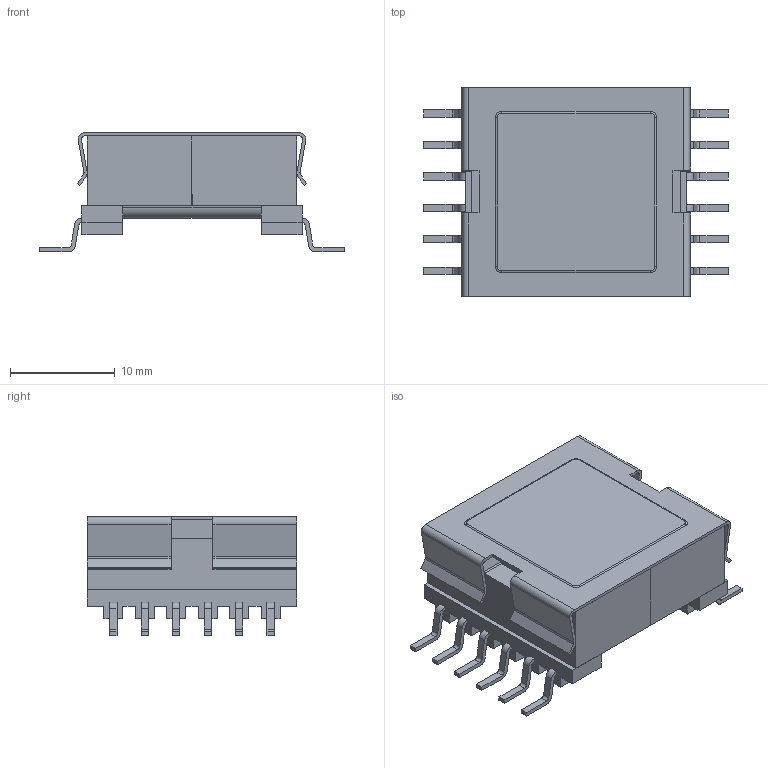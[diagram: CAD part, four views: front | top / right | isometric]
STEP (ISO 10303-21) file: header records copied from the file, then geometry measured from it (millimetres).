
FILE_DESCRIPTION(/* description */ ('Unknown'),/* implementation_level */ '2;1');
FILE_NAME(/* name */ 'T_Wurth_WE-PoE+-EFD20',/* time_stamp */ '2025-10-22T14:25:09+08:00',/* author */ ('Unknown'),/* organization */ ('Unknown'),/* preprocessor_version */ 'ST-DEVELOPER v19.4',/* originating_system */ 'Solid Edge',/* authorisation */ 'Unknown');
FILE_SCHEMA (('AUTOMOTIVE_DESIGN {1 0 10303 214 3 1 1}'));
Length unit declared in the file: millimetre
Products named in the file (2): T_Wurth_WE-PoE+-EFD20
Assembly tree (1 placements, depth 2):
  T_Wurth_WE-PoE+-EFD20
    T_Wurth_WE-PoE+-EFD20
Bounding box: 29.08 x 20 x 11.43 mm (x, y, z)
Volume: 2624.8 mm3; surface area: 4673.3 mm2
Topology: 4 solids, 4 shells, 386 faces, 1066 edges, 704 vertices
Faces by surface type: plane 270, cylinder 108, torus 8
Entity records: 12319 total; most frequent: CARTESIAN_POINT 2158, ORIENTED_EDGE 2132, DIRECTION 2082, EDGE_CURVE 1066, LINE 826, VECTOR 826, VERTEX_POINT 704, AXIS2_PLACEMENT_3D 628
